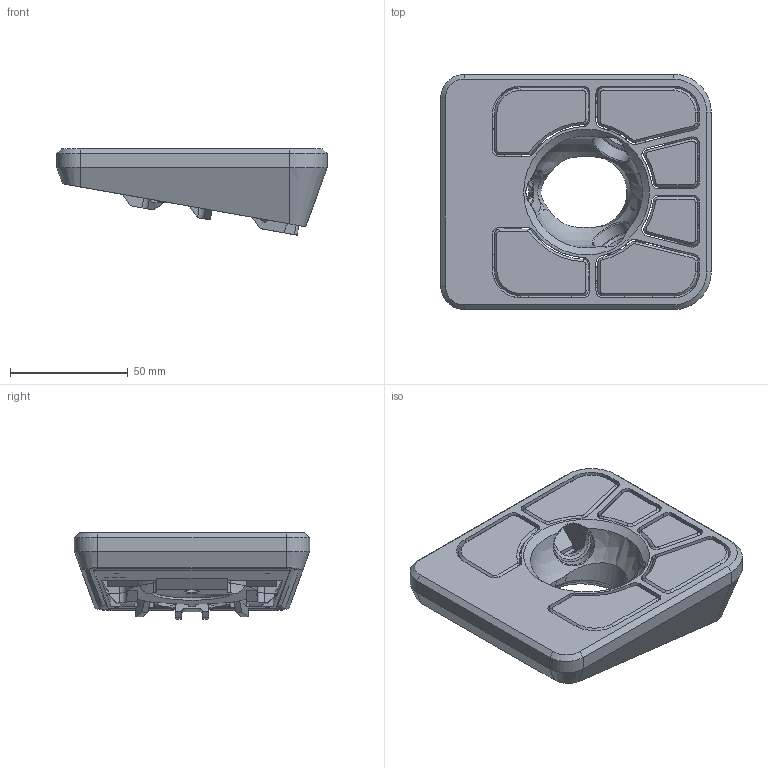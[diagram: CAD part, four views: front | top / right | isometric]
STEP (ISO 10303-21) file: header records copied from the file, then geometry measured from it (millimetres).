
FILE_DESCRIPTION(/* description */ ('STEP AP242','CAx-IF Rec.Pracs.---Representation and Presentation of Product Manufacturing Information (PMI)---4.0---2014-10-13','CAx-IF Rec.Pracs.---3D Tessellated Geometry---0.4---2014-09-14','2;1'),/* implementation_level */ '2;1');
FILE_NAME(/* name */ '67a3e403ebe43962ad17caf8',/* time_stamp */ '2025-02-05T22:19:49Z',/* author */ (''),/* organization */ (''),/* preprocessor_version */ 'ST-DEVELOPER v20',/* originating_system */ 'ONSHAPE BY PTC INC, 1.193',/* authorisation */ ' ');
FILE_SCHEMA (('AP242_MANAGED_MODEL_BASED_3D_ENGINEERING_MIM_LF { 1 0 10303 442 1 1 4 }'));
Length unit declared in the file: metre
Products named in the file (1): Top
Bounding box: 115 x 100 x 36.71 mm (x, y, z)
Volume: 136362.7 mm3; surface area: 61855.3 mm2
Topology: 1 solids, 1 shells, 906 faces, 2537 edges, 1621 vertices
Faces by surface type: plane 523, cylinder 237, cone 84, bspline 53, torus 6, sphere 3
Full cylindrical faces by diameter (mm): 1.9 x4, 2 x3, 6 x1, 17.35 x3
Entity records: 32245 total; most frequent: CARTESIAN_POINT 8934, ORIENTED_EDGE 5028, DIRECTION 4656, EDGE_CURVE 2514, LINE 1714, VECTOR 1714, VERTEX_POINT 1612, AXIS2_PLACEMENT_3D 1471
